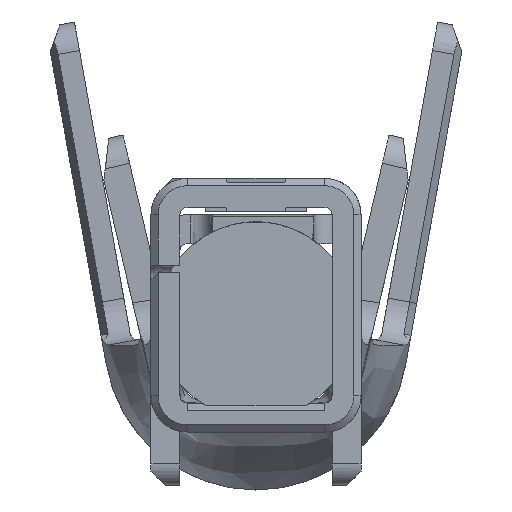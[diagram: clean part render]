
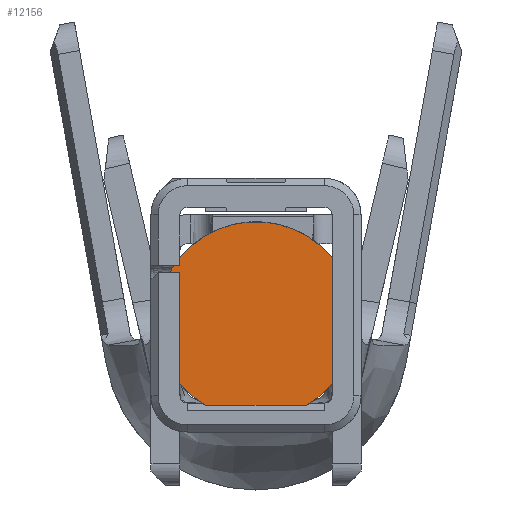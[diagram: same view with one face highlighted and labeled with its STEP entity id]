
A CAD part, front view. The second image highlights one B-rep face of the part: STEP entity #12156.
In plain terms, the highlighted planar face has unit normal (0, -1, 0).
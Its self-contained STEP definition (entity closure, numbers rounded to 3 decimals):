
#2946=CARTESIAN_POINT('',(-0.525,0.06,1.15));
#2947=VERTEX_POINT('',#2946);
#2954=CARTESIAN_POINT('',(-0.525,0.06,1.204));
#2955=VERTEX_POINT('',#2954);
#2956=CARTESIAN_POINT('',(-0.525,0.06,1.204));
#2957=DIRECTION('',(0.,0.,-1.));
#2958=VECTOR('',#2957,0.054);
#2959=LINE('',#2956,#2958);
#2960=EDGE_CURVE('',#2955,#2947,#2959,.T.);
#2985=CARTESIAN_POINT('',(-0.565,0.06,1.15));
#2986=VERTEX_POINT('',#2985);
#2993=CARTESIAN_POINT('',(-0.525,0.06,1.15));
#2994=DIRECTION('',(-1.,0.,0.));
#2995=VECTOR('',#2994,0.04);
#2996=LINE('',#2993,#2995);
#2997=EDGE_CURVE('',#2947,#2986,#2996,.T.);
#3025=CARTESIAN_POINT('',(-0.525,0.06,1.1));
#3026=VERTEX_POINT('',#3025);
#3033=CARTESIAN_POINT('',(-0.596,0.06,1.1));
#3034=VERTEX_POINT('',#3033);
#3035=CARTESIAN_POINT('',(-0.596,0.06,1.1));
#3036=DIRECTION('',(1.,0.,0.));
#3037=VECTOR('',#3036,0.071);
#3038=LINE('',#3035,#3037);
#3039=EDGE_CURVE('',#3034,#3026,#3038,.T.);
#5734=CARTESIAN_POINT('',(0.348,0.06,0.185));
#5735=VERTEX_POINT('',#5734);
#5744=CARTESIAN_POINT('',(-0.348,0.06,0.185));
#5745=VERTEX_POINT('',#5744);
#5746=CARTESIAN_POINT('',(-0.348,0.06,0.185));
#5747=DIRECTION('',(1.,0.,0.));
#5748=VECTOR('',#5747,0.697);
#5749=LINE('',#5746,#5748);
#5750=EDGE_CURVE('',#5745,#5735,#5749,.T.);
#10705=CARTESIAN_POINT('',(0.525,0.06,1.204));
#10706=VERTEX_POINT('',#10705);
#10713=CARTESIAN_POINT('',(0.525,0.06,0.336));
#10714=VERTEX_POINT('',#10713);
#10715=CARTESIAN_POINT('',(0.525,0.06,0.336));
#10716=DIRECTION('',(0.,0.,1.));
#10717=VECTOR('',#10716,0.868);
#10718=LINE('',#10715,#10717);
#10719=EDGE_CURVE('',#10714,#10706,#10718,.T.);
#10884=CARTESIAN_POINT('',(-0.525,0.06,0.336));
#10885=VERTEX_POINT('',#10884);
#10892=CARTESIAN_POINT('',(-0.525,0.06,1.1));
#10893=DIRECTION('',(0.,0.,-1.));
#10894=VECTOR('',#10893,0.764);
#10895=LINE('',#10892,#10894);
#10896=EDGE_CURVE('',#3026,#10885,#10895,.T.);
#12115=CARTESIAN_POINT('',(0.183,0.06,0.77));
#12116=DIRECTION('',(-1.,0.,0.));
#12117=DIRECTION('',(0.,1.,-0.));
#12118=AXIS2_PLACEMENT_3D('',#12115,#12117,#12116);
#12119=PLANE('',#12118);
#12120=CARTESIAN_POINT('',(0.,0.06,0.77));
#12121=DIRECTION('',(-0.771,0.,0.637));
#12122=DIRECTION('',(0.,1.,0.));
#12123=AXIS2_PLACEMENT_3D('',#12120,#12122,#12121);
#12124=CIRCLE('',#12123,0.681);
#12125=EDGE_CURVE('',#2955,#10706,#12124,.T.);
#12126=ORIENTED_EDGE('',*,*,#12125,.T.);
#12127=ORIENTED_EDGE('',*,*,#10719,.F.);
#12128=CARTESIAN_POINT('',(0.,0.06,0.77));
#12129=DIRECTION('',(0.771,0.,-0.637));
#12130=DIRECTION('',(0.,1.,0.));
#12131=AXIS2_PLACEMENT_3D('',#12128,#12130,#12129);
#12132=CIRCLE('',#12131,0.681);
#12133=EDGE_CURVE('',#10714,#5735,#12132,.T.);
#12134=ORIENTED_EDGE('',*,*,#12133,.T.);
#12135=ORIENTED_EDGE('',*,*,#5750,.F.);
#12136=CARTESIAN_POINT('',(0.,0.06,0.77));
#12137=DIRECTION('',(-0.511,0.,-0.859));
#12138=DIRECTION('',(0.,1.,0.));
#12139=AXIS2_PLACEMENT_3D('',#12136,#12138,#12137);
#12140=CIRCLE('',#12139,0.681);
#12141=EDGE_CURVE('',#5745,#10885,#12140,.T.);
#12142=ORIENTED_EDGE('',*,*,#12141,.T.);
#12143=ORIENTED_EDGE('',*,*,#10896,.F.);
#12144=ORIENTED_EDGE('',*,*,#3039,.F.);
#12145=CARTESIAN_POINT('',(0.,0.06,0.77));
#12146=DIRECTION('',(-0.875,0.,0.484));
#12147=DIRECTION('',(0.,1.,0.));
#12148=AXIS2_PLACEMENT_3D('',#12145,#12147,#12146);
#12149=CIRCLE('',#12148,0.681);
#12150=EDGE_CURVE('',#3034,#2986,#12149,.T.);
#12151=ORIENTED_EDGE('',*,*,#12150,.T.);
#12152=ORIENTED_EDGE('',*,*,#2997,.F.);
#12153=ORIENTED_EDGE('',*,*,#2960,.F.);
#12154=EDGE_LOOP('',(#12126,#12127,#12134,#12135,#12142,#12143,#12144,#12151,#12152,#12153));
#12155=FACE_OUTER_BOUND('',#12154,.F.);
#12156=ADVANCED_FACE('',(#12155),#12119,.F.);
